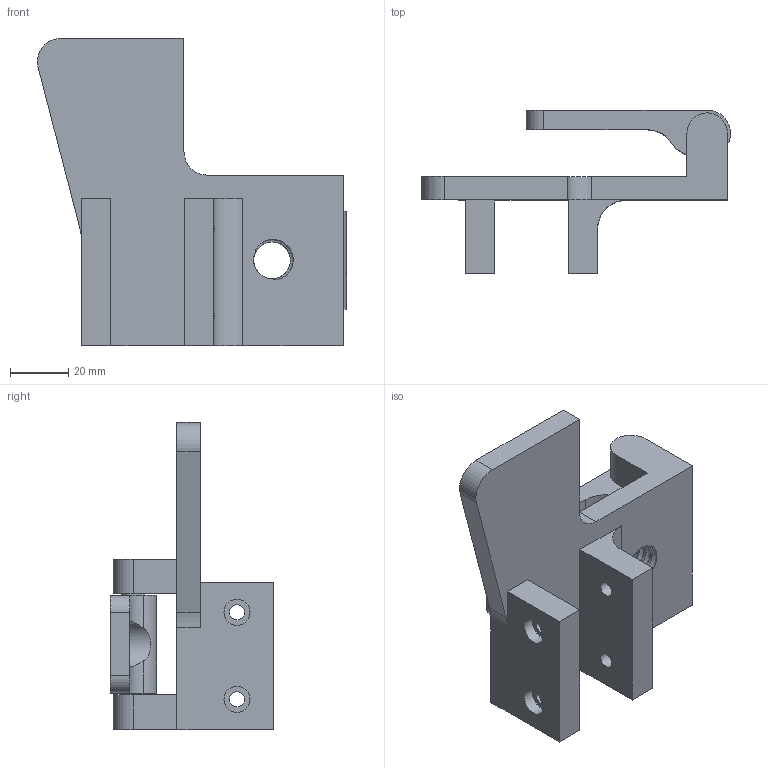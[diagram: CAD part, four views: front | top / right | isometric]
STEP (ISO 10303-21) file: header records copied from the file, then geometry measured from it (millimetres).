
FILE_DESCRIPTION(/* description */ (''),/* implementation_level */ '2;1');
FILE_NAME(/* name */ 'laptopClampBaseShortFlipped.stp',/* time_stamp */ '2025-01-04T14:00:18-05:00',/* author */ ('derm'),/* organization */ (''),/* preprocessor_version */ 'ST-DEVELOPER v20',/* originating_system */ 'Autodesk Inventor 2025',/* authorisation */ '');
FILE_SCHEMA (('AUTOMOTIVE_DESIGN { 1 0 10303 214 3 1 1 }'));
Length unit declared in the file: millimetre
Products named in the file (1): laptopClampBaseShortFlipped
Bounding box: 106.48 x 56.4 x 105.8 mm (x, y, z)
Volume: 110809 mm3; surface area: 35443.3 mm2
Topology: 2 solids, 2 shells, 58 faces, 161 edges, 108 vertices
Faces by surface type: plane 30, cylinder 27, bspline 1
Full cylindrical faces by diameter (mm): 5.2 x4, 8 x1, 9 x5, 12.7 x2, 15.7 x1
Entity records: 2539 total; most frequent: CARTESIAN_POINT 960, ORIENTED_EDGE 322, DIRECTION 309, EDGE_CURVE 161, VERTEX_POINT 108, AXIS2_PLACEMENT_3D 107, LINE 95, VECTOR 95
